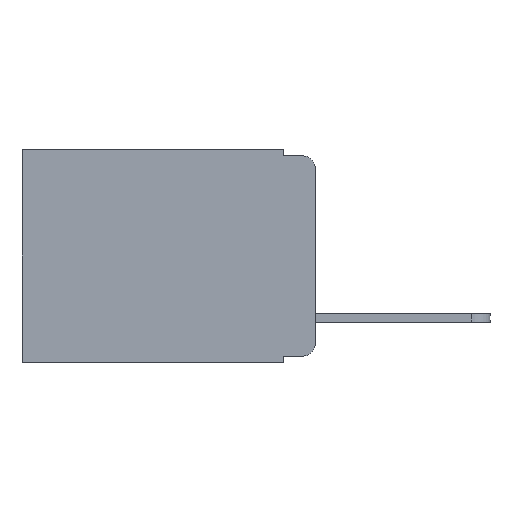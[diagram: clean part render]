
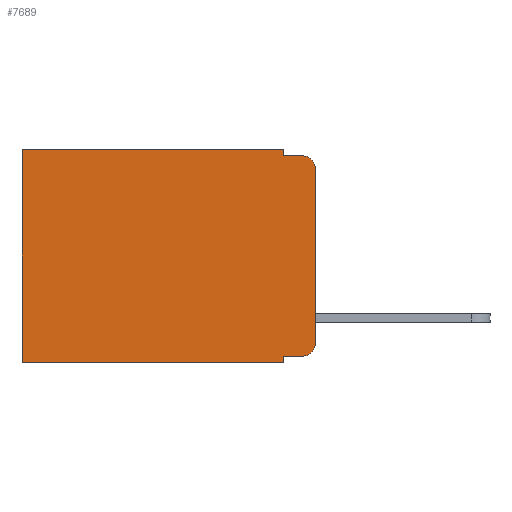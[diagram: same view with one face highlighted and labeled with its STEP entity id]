
A CAD part, left-side view. The second image highlights one B-rep face of the part: STEP entity #7689.
In plain terms, the highlighted planar face has unit normal (-1, 0, 0).
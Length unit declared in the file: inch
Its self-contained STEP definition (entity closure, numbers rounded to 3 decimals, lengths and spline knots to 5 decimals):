
#638 = CARTESIAN_POINT ( 'NONE',  ( 0.298, 0.051, -0.01 ) ) ;
#810 = VERTEX_POINT ( 'NONE', #5672 ) ;
#869 = ORIENTED_EDGE ( 'NONE', *, *, #9545, .F. ) ;
#1091 = AXIS2_PLACEMENT_3D ( 'NONE', #4524, #1456, #1591 ) ;
#1144 = ORIENTED_EDGE ( 'NONE', *, *, #9758, .T. ) ;
#1208 = PLANE ( 'NONE',  #4923 ) ;
#1217 = VERTEX_POINT ( 'NONE', #9831 ) ;
#1351 = VERTEX_POINT ( 'NONE', #8744 ) ;
#1373 = CARTESIAN_POINT ( 'NONE',  ( 0.298, 0.02, -0.333 ) ) ;
#1394 = ORIENTED_EDGE ( 'NONE', *, *, #5476, .T. ) ;
#1427 = VECTOR ( 'NONE', #7230, 39.37008 ) ;
#1428 = ORIENTED_EDGE ( 'NONE', *, *, #10375, .F. ) ;
#1440 = ORIENTED_EDGE ( 'NONE', *, *, #1588, .T. ) ;
#1456 = DIRECTION ( 'NONE',  ( -1., 0., 0. ) ) ;
#1516 = ORIENTED_EDGE ( 'NONE', *, *, #8076, .F. ) ;
#1578 = ORIENTED_EDGE ( 'NONE', *, *, #8042, .T. ) ;
#1588 = EDGE_CURVE ( 'NONE', #5814, #1351, #5149, .T. ) ;
#1591 = DIRECTION ( 'NONE',  ( 0., 0., -1. ) ) ;
#1662 = LINE ( 'NONE', #6630, #5972 ) ;
#1689 = ORIENTED_EDGE ( 'NONE', *, *, #9903, .F. ) ;
#1701 = DIRECTION ( 'NONE',  ( 0., 1., 0. ) ) ;
#1719 = ORIENTED_EDGE ( 'NONE', *, *, #5735, .T. ) ;
#1968 = VECTOR ( 'NONE', #1701, 39.37008 ) ;
#2045 = CARTESIAN_POINT ( 'NONE',  ( 0.298, 0., 0. ) ) ;
#2212 = LINE ( 'NONE', #2529, #9495 ) ;
#2271 = VERTEX_POINT ( 'NONE', #6543 ) ;
#2529 = CARTESIAN_POINT ( 'NONE',  ( 0.298, 0., -0.343 ) ) ;
#2608 = VERTEX_POINT ( 'NONE', #638 ) ;
#2644 = ORIENTED_EDGE ( 'NONE', *, *, #5936, .F. ) ;
#3090 = CARTESIAN_POINT ( 'NONE',  ( 0.298, 0.473, 0. ) ) ;
#3333 = LINE ( 'NONE', #3090, #7541 ) ;
#3624 = DIRECTION ( 'NONE',  ( 0., 0., -1. ) ) ;
#3705 = LINE ( 'NONE', #8500, #9289 ) ;
#3732 = DIRECTION ( 'NONE',  ( 0., 0., -1. ) ) ;
#3843 = DIRECTION ( 'NONE',  ( 0., 0., -1. ) ) ;
#4350 = CARTESIAN_POINT ( 'NONE',  ( 0.298, 0., -0.03 ) ) ;
#4363 = DIRECTION ( 'NONE',  ( 0., 0., -1. ) ) ;
#4524 = CARTESIAN_POINT ( 'NONE',  ( 0.298, 0.02, -0.313 ) ) ;
#4890 = DIRECTION ( 'NONE',  ( 0., 0., -1. ) ) ;
#4923 = AXIS2_PLACEMENT_3D ( 'NONE', #7824, #10562, #3732 ) ;
#4942 = VERTEX_POINT ( 'NONE', #5762 ) ;
#5006 = VERTEX_POINT ( 'NONE', #8043 ) ;
#5149 = CIRCLE ( 'NONE', #6858, 0.02 ) ;
#5333 = VERTEX_POINT ( 'NONE', #6796 ) ;
#5350 = VECTOR ( 'NONE', #4363, 39.37008 ) ;
#5476 = EDGE_CURVE ( 'NONE', #4942, #810, #9021, .T. ) ;
#5672 = CARTESIAN_POINT ( 'NONE',  ( 0.298, 0.473, 0. ) ) ;
#5735 = EDGE_CURVE ( 'NONE', #7307, #2271, #8681, .T. ) ;
#5762 = CARTESIAN_POINT ( 'NONE',  ( 0.298, 0.051, 0. ) ) ;
#5814 = VERTEX_POINT ( 'NONE', #4350 ) ;
#5936 = EDGE_CURVE ( 'NONE', #5814, #2271, #7557, .T. ) ;
#5955 = DIRECTION ( 'NONE',  ( 0., 0., -1. ) ) ;
#5972 = VECTOR ( 'NONE', #5955, 39.37008 ) ;
#6025 = VECTOR ( 'NONE', #8566, 39.37008 ) ;
#6536 = CARTESIAN_POINT ( 'NONE',  ( 0.298, 0.051, -0.333 ) ) ;
#6543 = CARTESIAN_POINT ( 'NONE',  ( 0.298, 0., -0.313 ) ) ;
#6630 = CARTESIAN_POINT ( 'NONE',  ( 0.298, 0.051, 0. ) ) ;
#6796 = CARTESIAN_POINT ( 'NONE',  ( 0.298, 0.051, -0.343 ) ) ;
#6858 = AXIS2_PLACEMENT_3D ( 'NONE', #8677, #8685, #4890 ) ;
#7230 = DIRECTION ( 'NONE',  ( 0., -1., 0. ) ) ;
#7307 = VERTEX_POINT ( 'NONE', #1373 ) ;
#7514 = DIRECTION ( 'NONE',  ( 0., 1., 0. ) ) ;
#7541 = VECTOR ( 'NONE', #3843, 39.37008 ) ;
#7557 = LINE ( 'NONE', #2045, #5350 ) ;
#7689 = ADVANCED_FACE ( 'NONE', ( #8179 ), #1208, .F. ) ;
#7824 = CARTESIAN_POINT ( 'NONE',  ( 0.298, 0., 0. ) ) ;
#8042 = EDGE_CURVE ( 'NONE', #1217, #7307, #8171, .T. ) ;
#8043 = CARTESIAN_POINT ( 'NONE',  ( 0.298, 0.473, -0.343 ) ) ;
#8076 = EDGE_CURVE ( 'NONE', #2608, #1351, #10136, .T. ) ;
#8171 = LINE ( 'NONE', #6536, #6025 ) ;
#8179 = FACE_OUTER_BOUND ( 'NONE', #9170, .T. ) ;
#8431 = CARTESIAN_POINT ( 'NONE',  ( 0.298, 0., 0. ) ) ;
#8500 = CARTESIAN_POINT ( 'NONE',  ( 0.298, 0.051, 0. ) ) ;
#8566 = DIRECTION ( 'NONE',  ( 0., -1., 0. ) ) ;
#8677 = CARTESIAN_POINT ( 'NONE',  ( 0.298, 0.02, -0.03 ) ) ;
#8681 = CIRCLE ( 'NONE', #1091, 0.02 ) ;
#8685 = DIRECTION ( 'NONE',  ( -1., 0., 0. ) ) ;
#8744 = CARTESIAN_POINT ( 'NONE',  ( 0.298, 0.02, -0.01 ) ) ;
#9021 = LINE ( 'NONE', #8431, #1968 ) ;
#9170 = EDGE_LOOP ( 'NONE', ( #2644, #1440, #1516, #1428, #1394, #1144, #869, #1689, #1578, #1719 ) ) ;
#9289 = VECTOR ( 'NONE', #3624, 39.37008 ) ;
#9495 = VECTOR ( 'NONE', #7514, 39.37008 ) ;
#9545 = EDGE_CURVE ( 'NONE', #5333, #5006, #2212, .T. ) ;
#9758 = EDGE_CURVE ( 'NONE', #810, #5006, #3333, .T. ) ;
#9831 = CARTESIAN_POINT ( 'NONE',  ( 0.298, 0.051, -0.333 ) ) ;
#9903 = EDGE_CURVE ( 'NONE', #1217, #5333, #1662, .T. ) ;
#10136 = LINE ( 'NONE', #10570, #1427 ) ;
#10375 = EDGE_CURVE ( 'NONE', #4942, #2608, #3705, .T. ) ;
#10562 = DIRECTION ( 'NONE',  ( 1., 0., 0. ) ) ;
#10570 = CARTESIAN_POINT ( 'NONE',  ( 0.298, 0.051, -0.01 ) ) ;
